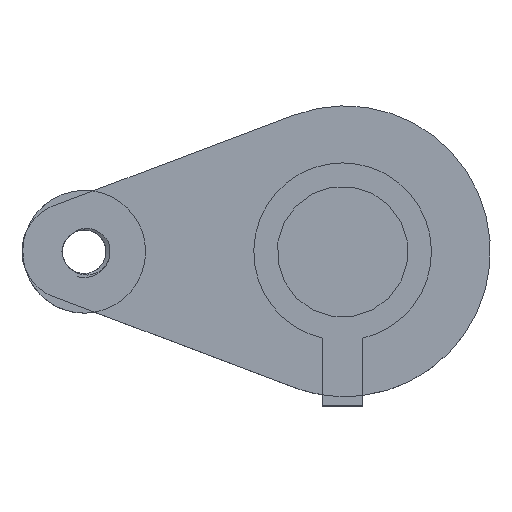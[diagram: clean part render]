
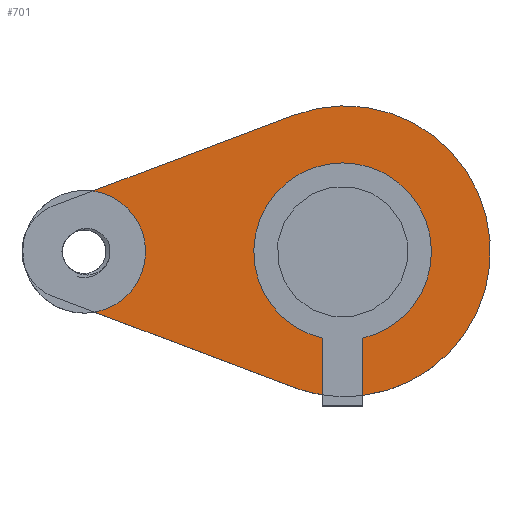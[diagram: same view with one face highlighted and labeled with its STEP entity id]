
A CAD part, top view. The second image highlights one B-rep face of the part: STEP entity #701.
In plain terms, the highlighted planar face has unit normal (0, 0, 1).
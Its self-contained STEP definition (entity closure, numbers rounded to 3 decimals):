
#24 = VERTEX_POINT('',#25);
#25 = CARTESIAN_POINT('',(-15.464,-237.238,34.));
#32 = PLANE('',#33);
#33 = AXIS2_PLACEMENT_3D('',#34,#35,#36);
#34 = CARTESIAN_POINT('',(-5.216,-240.968,34.));
#35 = DIRECTION('',(0.,0.,1.));
#36 = DIRECTION('',(0.,1.,0.));
#139 = VERTEX_POINT('',#140);
#140 = CARTESIAN_POINT('',(-15.346,-244.743,34.));
#161 = EDGE_CURVE('',#139,#162,#164,.T.);
#162 = VERTEX_POINT('',#163);
#163 = CARTESIAN_POINT('',(-12.2,-241.,34.));
#164 = SURFACE_CURVE('',#165,(#170,#177),.PCURVE_S1.);
#165 = CIRCLE('',#166,3.8);
#166 = AXIS2_PLACEMENT_3D('',#167,#168,#169);
#167 = CARTESIAN_POINT('',(-16.,-241.,34.));
#168 = DIRECTION('',(0.,0.,1.));
#169 = DIRECTION('',(1.,0.,0.));
#170 = PCURVE('',#32,#171);
#171 = DEFINITIONAL_REPRESENTATION('',(#172),#176);
#172 = CIRCLE('',#173,3.8);
#173 = AXIS2_PLACEMENT_2D('',#174,#175);
#174 = CARTESIAN_POINT('',(-0.032,10.784));
#175 = DIRECTION('',(0.,-1.));
#176 = ( GEOMETRIC_REPRESENTATION_CONTEXT(2) 
PARAMETRIC_REPRESENTATION_CONTEXT() REPRESENTATION_CONTEXT('2D SPACE',''
  ) );
#177 = PCURVE('',#178,#183);
#178 = PLANE('',#179);
#179 = AXIS2_PLACEMENT_3D('',#180,#181,#182);
#180 = CARTESIAN_POINT('',(-5.216,-240.968,34.));
#181 = DIRECTION('',(0.,0.,1.));
#182 = DIRECTION('',(0.,1.,0.));
#183 = DEFINITIONAL_REPRESENTATION('',(#184),#188);
#184 = CIRCLE('',#185,3.8);
#185 = AXIS2_PLACEMENT_2D('',#186,#187);
#186 = CARTESIAN_POINT('',(-0.032,10.784));
#187 = DIRECTION('',(0.,-1.));
#188 = ( GEOMETRIC_REPRESENTATION_CONTEXT(2) 
PARAMETRIC_REPRESENTATION_CONTEXT() REPRESENTATION_CONTEXT('2D SPACE',''
  ) );
#190 = EDGE_CURVE('',#162,#24,#191,.T.);
#191 = SURFACE_CURVE('',#192,(#197,#204),.PCURVE_S1.);
#192 = CIRCLE('',#193,3.8);
#193 = AXIS2_PLACEMENT_3D('',#194,#195,#196);
#194 = CARTESIAN_POINT('',(-16.,-241.,34.));
#195 = DIRECTION('',(0.,0.,1.));
#196 = DIRECTION('',(1.,0.,0.));
#197 = PCURVE('',#32,#198);
#198 = DEFINITIONAL_REPRESENTATION('',(#199),#203);
#199 = CIRCLE('',#200,3.8);
#200 = AXIS2_PLACEMENT_2D('',#201,#202);
#201 = CARTESIAN_POINT('',(-0.032,10.784));
#202 = DIRECTION('',(0.,-1.));
#203 = ( GEOMETRIC_REPRESENTATION_CONTEXT(2) 
PARAMETRIC_REPRESENTATION_CONTEXT() REPRESENTATION_CONTEXT('2D SPACE',''
  ) );
#204 = PCURVE('',#178,#205);
#205 = DEFINITIONAL_REPRESENTATION('',(#206),#210);
#206 = CIRCLE('',#207,3.8);
#207 = AXIS2_PLACEMENT_2D('',#208,#209);
#208 = CARTESIAN_POINT('',(-0.032,10.784));
#209 = DIRECTION('',(0.,-1.));
#210 = ( GEOMETRIC_REPRESENTATION_CONTEXT(2) 
PARAMETRIC_REPRESENTATION_CONTEXT() REPRESENTATION_CONTEXT('2D SPACE',''
  ) );
#701 = ADVANCED_FACE('',(#702),#178,.T.);
#702 = FACE_BOUND('',#703,.T.);
#703 = EDGE_LOOP('',(#704,#732,#733,#734,#762,#791,#819,#843,#866));
#704 = ORIENTED_EDGE('',*,*,#705,.F.);
#705 = EDGE_CURVE('',#24,#706,#708,.T.);
#706 = VERTEX_POINT('',#707);
#707 = CARTESIAN_POINT('',(-3.029,-232.548,34.));
#708 = SURFACE_CURVE('',#709,(#713,#720),.PCURVE_S1.);
#709 = LINE('',#710,#711);
#710 = CARTESIAN_POINT('',(-17.911,-238.161,34.));
#711 = VECTOR('',#712,1.);
#712 = DIRECTION('',(0.936,0.353,0.));
#713 = PCURVE('',#178,#714);
#714 = DEFINITIONAL_REPRESENTATION('',(#715),#719);
#715 = LINE('',#716,#717);
#716 = CARTESIAN_POINT('',(2.807,12.695));
#717 = VECTOR('',#718,1.);
#718 = DIRECTION('',(0.353,-0.936));
#719 = ( GEOMETRIC_REPRESENTATION_CONTEXT(2) 
PARAMETRIC_REPRESENTATION_CONTEXT() REPRESENTATION_CONTEXT('2D SPACE',''
  ) );
#720 = PCURVE('',#721,#726);
#721 = PLANE('',#722);
#722 = AXIS2_PLACEMENT_3D('',#723,#724,#725);
#723 = CARTESIAN_POINT('',(-17.911,-238.161,34.));
#724 = DIRECTION('',(0.353,-0.936,0.));
#725 = DIRECTION('',(0.936,0.353,0.));
#726 = DEFINITIONAL_REPRESENTATION('',(#727),#731);
#727 = LINE('',#728,#729);
#728 = CARTESIAN_POINT('',(0.,0.));
#729 = VECTOR('',#730,1.);
#730 = DIRECTION('',(1.,0.));
#731 = ( GEOMETRIC_REPRESENTATION_CONTEXT(2) 
PARAMETRIC_REPRESENTATION_CONTEXT() REPRESENTATION_CONTEXT('2D SPACE',''
  ) );
#732 = ORIENTED_EDGE('',*,*,#190,.F.);
#733 = ORIENTED_EDGE('',*,*,#161,.F.);
#734 = ORIENTED_EDGE('',*,*,#735,.T.);
#735 = EDGE_CURVE('',#139,#736,#738,.T.);
#736 = VERTEX_POINT('',#737);
#737 = CARTESIAN_POINT('',(-3.029,-249.389,34.));
#738 = SURFACE_CURVE('',#739,(#743,#750),.PCURVE_S1.);
#739 = LINE('',#740,#741);
#740 = CARTESIAN_POINT('',(-17.911,-243.775,34.));
#741 = VECTOR('',#742,1.);
#742 = DIRECTION('',(0.936,-0.353,0.));
#743 = PCURVE('',#178,#744);
#744 = DEFINITIONAL_REPRESENTATION('',(#745),#749);
#745 = LINE('',#746,#747);
#746 = CARTESIAN_POINT('',(-2.807,12.695));
#747 = VECTOR('',#748,1.);
#748 = DIRECTION('',(-0.353,-0.936));
#749 = ( GEOMETRIC_REPRESENTATION_CONTEXT(2) 
PARAMETRIC_REPRESENTATION_CONTEXT() REPRESENTATION_CONTEXT('2D SPACE',''
  ) );
#750 = PCURVE('',#751,#756);
#751 = PLANE('',#752);
#752 = AXIS2_PLACEMENT_3D('',#753,#754,#755);
#753 = CARTESIAN_POINT('',(-17.911,-243.775,34.));
#754 = DIRECTION('',(-0.353,-0.936,0.));
#755 = DIRECTION('',(0.936,-0.353,0.));
#756 = DEFINITIONAL_REPRESENTATION('',(#757),#761);
#757 = LINE('',#758,#759);
#758 = CARTESIAN_POINT('',(0.,0.));
#759 = VECTOR('',#760,1.);
#760 = DIRECTION('',(1.,0.));
#761 = ( GEOMETRIC_REPRESENTATION_CONTEXT(2) 
PARAMETRIC_REPRESENTATION_CONTEXT() REPRESENTATION_CONTEXT('2D SPACE',''
  ) );
#762 = ORIENTED_EDGE('',*,*,#763,.T.);
#763 = EDGE_CURVE('',#736,#764,#766,.T.);
#764 = VERTEX_POINT('',#765);
#765 = CARTESIAN_POINT('',(-1.25,-249.859,34.));
#766 = SURFACE_CURVE('',#767,(#772,#779),.PCURVE_S1.);
#767 = CIRCLE('',#768,9.);
#768 = AXIS2_PLACEMENT_3D('',#769,#770,#771);
#769 = CARTESIAN_POINT('',(0.147,-240.968,34.));
#770 = DIRECTION('',(0.,0.,1.));
#771 = DIRECTION('',(1.,0.,0.));
#772 = PCURVE('',#178,#773);
#773 = DEFINITIONAL_REPRESENTATION('',(#774),#778);
#774 = CIRCLE('',#775,9.);
#775 = AXIS2_PLACEMENT_2D('',#776,#777);
#776 = CARTESIAN_POINT('',(0.,-5.363));
#777 = DIRECTION('',(0.,-1.));
#778 = ( GEOMETRIC_REPRESENTATION_CONTEXT(2) 
PARAMETRIC_REPRESENTATION_CONTEXT() REPRESENTATION_CONTEXT('2D SPACE',''
  ) );
#779 = PCURVE('',#780,#785);
#780 = CYLINDRICAL_SURFACE('',#781,9.);
#781 = AXIS2_PLACEMENT_3D('',#782,#783,#784);
#782 = CARTESIAN_POINT('',(0.147,-240.968,34.));
#783 = DIRECTION('',(0.,0.,1.));
#784 = DIRECTION('',(1.,0.,0.));
#785 = DEFINITIONAL_REPRESENTATION('',(#786),#790);
#786 = LINE('',#787,#788);
#787 = CARTESIAN_POINT('',(0.,0.));
#788 = VECTOR('',#789,1.);
#789 = DIRECTION('',(1.,0.));
#790 = ( GEOMETRIC_REPRESENTATION_CONTEXT(2) 
PARAMETRIC_REPRESENTATION_CONTEXT() REPRESENTATION_CONTEXT('2D SPACE',''
  ) );
#791 = ORIENTED_EDGE('',*,*,#792,.F.);
#792 = EDGE_CURVE('',#793,#764,#795,.T.);
#793 = VERTEX_POINT('',#794);
#794 = CARTESIAN_POINT('',(-1.25,-246.356,34.));
#795 = SURFACE_CURVE('',#796,(#800,#807),.PCURVE_S1.);
#796 = LINE('',#797,#798);
#797 = CARTESIAN_POINT('',(-1.25,-246.356,34.));
#798 = VECTOR('',#799,1.);
#799 = DIRECTION('',(0.,-1.,0.));
#800 = PCURVE('',#178,#801);
#801 = DEFINITIONAL_REPRESENTATION('',(#802),#806);
#802 = LINE('',#803,#804);
#803 = CARTESIAN_POINT('',(-5.388,-3.966));
#804 = VECTOR('',#805,1.);
#805 = DIRECTION('',(-1.,0.));
#806 = ( GEOMETRIC_REPRESENTATION_CONTEXT(2) 
PARAMETRIC_REPRESENTATION_CONTEXT() REPRESENTATION_CONTEXT('2D SPACE',''
  ) );
#807 = PCURVE('',#808,#813);
#808 = PLANE('',#809);
#809 = AXIS2_PLACEMENT_3D('',#810,#811,#812);
#810 = CARTESIAN_POINT('',(-5.216,-240.968,34.));
#811 = DIRECTION('',(0.,0.,1.));
#812 = DIRECTION('',(0.,1.,0.));
#813 = DEFINITIONAL_REPRESENTATION('',(#814),#818);
#814 = LINE('',#815,#816);
#815 = CARTESIAN_POINT('',(-5.388,-3.966));
#816 = VECTOR('',#817,1.);
#817 = DIRECTION('',(-1.,0.));
#818 = ( GEOMETRIC_REPRESENTATION_CONTEXT(2) 
PARAMETRIC_REPRESENTATION_CONTEXT() REPRESENTATION_CONTEXT('2D SPACE',''
  ) );
#819 = ORIENTED_EDGE('',*,*,#820,.F.);
#820 = EDGE_CURVE('',#821,#793,#823,.T.);
#821 = VERTEX_POINT('',#822);
#822 = CARTESIAN_POINT('',(1.25,-246.356,34.));
#823 = SURFACE_CURVE('',#824,(#829,#836),.PCURVE_S1.);
#824 = CIRCLE('',#825,5.5);
#825 = AXIS2_PLACEMENT_3D('',#826,#827,#828);
#826 = CARTESIAN_POINT('',(0.,-241.,34.));
#827 = DIRECTION('',(0.,0.,1.));
#828 = DIRECTION('',(1.,0.,0.));
#829 = PCURVE('',#178,#830);
#830 = DEFINITIONAL_REPRESENTATION('',(#831),#835);
#831 = CIRCLE('',#832,5.5);
#832 = AXIS2_PLACEMENT_2D('',#833,#834);
#833 = CARTESIAN_POINT('',(-0.032,-5.216));
#834 = DIRECTION('',(0.,-1.));
#835 = ( GEOMETRIC_REPRESENTATION_CONTEXT(2) 
PARAMETRIC_REPRESENTATION_CONTEXT() REPRESENTATION_CONTEXT('2D SPACE',''
  ) );
#836 = PCURVE('',#808,#837);
#837 = DEFINITIONAL_REPRESENTATION('',(#838),#842);
#838 = CIRCLE('',#839,5.5);
#839 = AXIS2_PLACEMENT_2D('',#840,#841);
#840 = CARTESIAN_POINT('',(-0.032,-5.216));
#841 = DIRECTION('',(0.,-1.));
#842 = ( GEOMETRIC_REPRESENTATION_CONTEXT(2) 
PARAMETRIC_REPRESENTATION_CONTEXT() REPRESENTATION_CONTEXT('2D SPACE',''
  ) );
#843 = ORIENTED_EDGE('',*,*,#844,.F.);
#844 = EDGE_CURVE('',#845,#821,#847,.T.);
#845 = VERTEX_POINT('',#846);
#846 = CARTESIAN_POINT('',(1.25,-249.901,34.));
#847 = SURFACE_CURVE('',#848,(#852,#859),.PCURVE_S1.);
#848 = LINE('',#849,#850);
#849 = CARTESIAN_POINT('',(1.25,-250.548,34.));
#850 = VECTOR('',#851,1.);
#851 = DIRECTION('',(0.,1.,0.));
#852 = PCURVE('',#178,#853);
#853 = DEFINITIONAL_REPRESENTATION('',(#854),#858);
#854 = LINE('',#855,#856);
#855 = CARTESIAN_POINT('',(-9.579,-6.466));
#856 = VECTOR('',#857,1.);
#857 = DIRECTION('',(1.,0.));
#858 = ( GEOMETRIC_REPRESENTATION_CONTEXT(2) 
PARAMETRIC_REPRESENTATION_CONTEXT() REPRESENTATION_CONTEXT('2D SPACE',''
  ) );
#859 = PCURVE('',#808,#860);
#860 = DEFINITIONAL_REPRESENTATION('',(#861),#865);
#861 = LINE('',#862,#863);
#862 = CARTESIAN_POINT('',(-9.579,-6.466));
#863 = VECTOR('',#864,1.);
#864 = DIRECTION('',(1.,0.));
#865 = ( GEOMETRIC_REPRESENTATION_CONTEXT(2) 
PARAMETRIC_REPRESENTATION_CONTEXT() REPRESENTATION_CONTEXT('2D SPACE',''
  ) );
#866 = ORIENTED_EDGE('',*,*,#867,.T.);
#867 = EDGE_CURVE('',#845,#706,#868,.T.);
#868 = SURFACE_CURVE('',#869,(#874,#881),.PCURVE_S1.);
#869 = CIRCLE('',#870,9.);
#870 = AXIS2_PLACEMENT_3D('',#871,#872,#873);
#871 = CARTESIAN_POINT('',(0.147,-240.968,34.));
#872 = DIRECTION('',(0.,0.,1.));
#873 = DIRECTION('',(1.,0.,0.));
#874 = PCURVE('',#178,#875);
#875 = DEFINITIONAL_REPRESENTATION('',(#876),#880);
#876 = CIRCLE('',#877,9.);
#877 = AXIS2_PLACEMENT_2D('',#878,#879);
#878 = CARTESIAN_POINT('',(0.,-5.363));
#879 = DIRECTION('',(0.,-1.));
#880 = ( GEOMETRIC_REPRESENTATION_CONTEXT(2) 
PARAMETRIC_REPRESENTATION_CONTEXT() REPRESENTATION_CONTEXT('2D SPACE',''
  ) );
#881 = PCURVE('',#882,#887);
#882 = CYLINDRICAL_SURFACE('',#883,9.);
#883 = AXIS2_PLACEMENT_3D('',#884,#885,#886);
#884 = CARTESIAN_POINT('',(0.147,-240.968,34.));
#885 = DIRECTION('',(0.,0.,1.));
#886 = DIRECTION('',(1.,0.,0.));
#887 = DEFINITIONAL_REPRESENTATION('',(#888),#892);
#888 = LINE('',#889,#890);
#889 = CARTESIAN_POINT('',(0.,0.));
#890 = VECTOR('',#891,1.);
#891 = DIRECTION('',(1.,0.));
#892 = ( GEOMETRIC_REPRESENTATION_CONTEXT(2) 
PARAMETRIC_REPRESENTATION_CONTEXT() REPRESENTATION_CONTEXT('2D SPACE',''
  ) );
